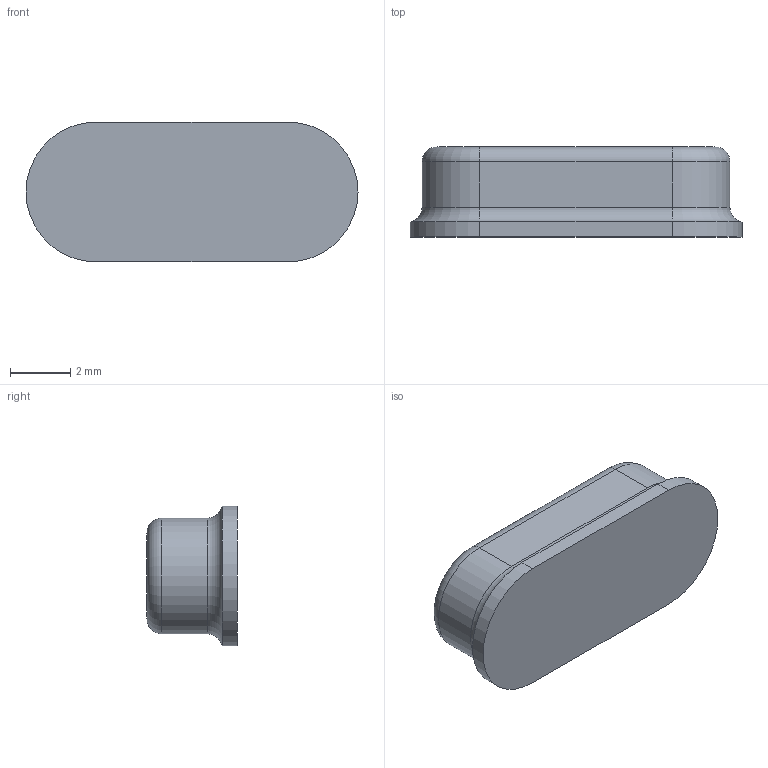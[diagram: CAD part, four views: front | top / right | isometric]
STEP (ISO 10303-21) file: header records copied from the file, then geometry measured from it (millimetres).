
FILE_DESCRIPTION (( 'STEP AP214' ), '1' );
FILE_NAME ('XTAL.STEP', '2011-03-03T08:45:47', ( 'Andrii Chaikovskyi' ), ( 'TNTU' ), 'SwSTEP 2.0', 'SolidWorks 2010', '' );
FILE_SCHEMA (( 'AUTOMOTIVE_DESIGN' ));
Length unit declared in the file: millimetre
Products named in the file (1): XTAL
Bounding box: 11.05 x 3 x 4.65 mm (x, y, z)
Volume: 114 mm3; surface area: 159 mm2
Topology: 1 solids, 1 shells, 18 faces, 36 edges, 20 vertices
Faces by surface type: cylinder 8, plane 6, torus 4
Entity records: 496 total; most frequent: DIRECTION 92, CARTESIAN_POINT 75, ORIENTED_EDGE 72, AXIS2_PLACEMENT_3D 37, EDGE_CURVE 36, VERTEX_POINT 20, EDGE_LOOP 18, ADVANCED_FACE 18
